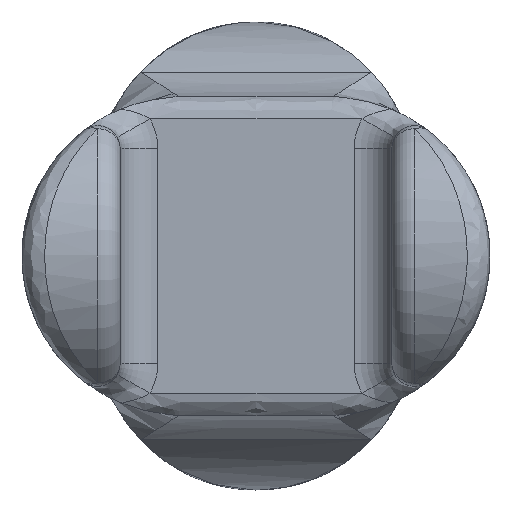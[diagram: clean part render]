
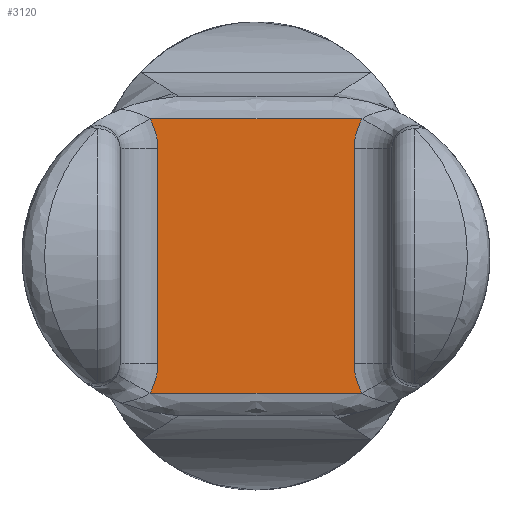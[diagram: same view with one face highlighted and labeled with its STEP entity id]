
A CAD part, front view. The second image highlights one B-rep face of the part: STEP entity #3120.
In plain terms, the highlighted planar face has unit normal (0, -1, 0).
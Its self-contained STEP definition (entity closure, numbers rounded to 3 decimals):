
#180=B_SPLINE_CURVE_WITH_KNOTS('',3,(#5710,#5711,#5712,#5713),
 .UNSPECIFIED.,.F.,.F.,(4,4),(-0.379,1.023),
 .UNSPECIFIED.);
#181=B_SPLINE_CURVE_WITH_KNOTS('',3,(#5715,#5716,#5717,#5718),
 .UNSPECIFIED.,.F.,.F.,(4,4),(1.023,2.425),
 .UNSPECIFIED.);
#184=B_SPLINE_CURVE_WITH_KNOTS('',3,(#5743,#5744,#5745,#5746),
 .UNSPECIFIED.,.F.,.F.,(4,4),(1.023,2.425),
 .UNSPECIFIED.);
#185=B_SPLINE_CURVE_WITH_KNOTS('',3,(#5748,#5749,#5750,#5751),
 .UNSPECIFIED.,.F.,.F.,(4,4),(-0.379,1.023),
 .UNSPECIFIED.);
#385=PLANE('',#3370);
#457=FACE_OUTER_BOUND('',#667,.T.);
#667=EDGE_LOOP('',(#2289,#2290,#2291,#2292,#2293,#2294,#2295,#2296,#2297,
#2298));
#885=LINE('',#5686,#1007);
#886=LINE('',#5755,#1008);
#1007=VECTOR('',#3799,10.);
#1008=VECTOR('',#3808,10.);
#1150=CIRCLE('',#3365,8.);
#1152=CIRCLE('',#3369,8.);
#1153=CIRCLE('',#3371,8.);
#1154=CIRCLE('',#3372,8.);
#1373=VERTEX_POINT('',#5623);
#1374=VERTEX_POINT('',#5672);
#1375=VERTEX_POINT('',#5680);
#1376=VERTEX_POINT('',#5684);
#1377=VERTEX_POINT('',#5709);
#1378=VERTEX_POINT('',#5714);
#1380=VERTEX_POINT('',#5742);
#1381=VERTEX_POINT('',#5747);
#1382=VERTEX_POINT('',#5752);
#1383=VERTEX_POINT('',#5754);
#1719=EDGE_CURVE('',#1375,#1373,#1150,.T.);
#1721=EDGE_CURVE('',#1376,#1375,#885,.T.);
#1722=EDGE_CURVE('',#1374,#1376,#1152,.T.);
#1723=EDGE_CURVE('',#1373,#1377,#180,.T.);
#1724=EDGE_CURVE('',#1377,#1378,#181,.T.);
#1727=EDGE_CURVE('',#1380,#1374,#184,.T.);
#1728=EDGE_CURVE('',#1381,#1380,#185,.T.);
#1729=EDGE_CURVE('',#1382,#1381,#1153,.T.);
#1730=EDGE_CURVE('',#1383,#1382,#886,.T.);
#1731=EDGE_CURVE('',#1378,#1383,#1154,.T.);
#2289=ORIENTED_EDGE('',*,*,#1723,.F.);
#2290=ORIENTED_EDGE('',*,*,#1719,.F.);
#2291=ORIENTED_EDGE('',*,*,#1721,.F.);
#2292=ORIENTED_EDGE('',*,*,#1722,.F.);
#2293=ORIENTED_EDGE('',*,*,#1727,.F.);
#2294=ORIENTED_EDGE('',*,*,#1728,.F.);
#2295=ORIENTED_EDGE('',*,*,#1729,.F.);
#2296=ORIENTED_EDGE('',*,*,#1730,.F.);
#2297=ORIENTED_EDGE('',*,*,#1731,.F.);
#2298=ORIENTED_EDGE('',*,*,#1724,.F.);
#3120=ADVANCED_FACE('',(#457),#385,.F.);
#3365=AXIS2_PLACEMENT_3D('',#5682,#3793,#3794);
#3369=AXIS2_PLACEMENT_3D('',#5688,#3802,#3803);
#3370=AXIS2_PLACEMENT_3D('',#5741,#3804,#3805);
#3371=AXIS2_PLACEMENT_3D('',#5753,#3806,#3807);
#3372=AXIS2_PLACEMENT_3D('',#5756,#3809,#3810);
#3793=DIRECTION('center_axis',(0.,-1.,0.));
#3794=DIRECTION('ref_axis',(-0.441,0.,-0.898));
#3799=DIRECTION('',(0.,0.,-1.));
#3802=DIRECTION('center_axis',(0.,-1.,0.));
#3803=DIRECTION('ref_axis',(-0.441,0.,0.898));
#3804=DIRECTION('center_axis',(0.,1.,0.));
#3805=DIRECTION('ref_axis',(0.,0.,1.));
#3806=DIRECTION('center_axis',(0.,-1.,0.));
#3807=DIRECTION('ref_axis',(0.441,0.,0.898));
#3808=DIRECTION('',(0.,0.,1.));
#3809=DIRECTION('center_axis',(0.,-1.,0.));
#3810=DIRECTION('ref_axis',(0.441,0.,-0.898));
#5623=CARTESIAN_POINT('',(14.024,30.,-18.164));
#5672=CARTESIAN_POINT('',(14.024,30.,18.164));
#5680=CARTESIAN_POINT('',(13.,30.,-14.248));
#5682=CARTESIAN_POINT('Origin',(21.,30.,-14.248));
#5684=CARTESIAN_POINT('',(13.,30.,14.248));
#5686=CARTESIAN_POINT('',(13.,30.,9.708));
#5688=CARTESIAN_POINT('Origin',(21.,30.,14.248));
#5709=CARTESIAN_POINT('',(0.,30.,-18.164));
#5710=CARTESIAN_POINT('Ctrl Pts',(14.024,30.,-18.164));
#5711=CARTESIAN_POINT('Ctrl Pts',(9.349,30.,-18.164));
#5712=CARTESIAN_POINT('Ctrl Pts',(4.675,30.,-18.164));
#5713=CARTESIAN_POINT('Ctrl Pts',(0.,30.,
-18.164));
#5714=CARTESIAN_POINT('',(-14.024,30.,-18.164));
#5715=CARTESIAN_POINT('Ctrl Pts',(0.,30.,
-18.164));
#5716=CARTESIAN_POINT('Ctrl Pts',(-4.675,30.,-18.164));
#5717=CARTESIAN_POINT('Ctrl Pts',(-9.349,30.,-18.164));
#5718=CARTESIAN_POINT('Ctrl Pts',(-14.024,30.,-18.164));
#5741=CARTESIAN_POINT('Origin',(0.,30.,
0.));
#5742=CARTESIAN_POINT('',(0.,30.,18.164));
#5743=CARTESIAN_POINT('Ctrl Pts',(0.,30.,
18.164));
#5744=CARTESIAN_POINT('Ctrl Pts',(4.675,30.,18.164));
#5745=CARTESIAN_POINT('Ctrl Pts',(9.349,30.,18.164));
#5746=CARTESIAN_POINT('Ctrl Pts',(14.024,30.,18.164));
#5747=CARTESIAN_POINT('',(-14.024,30.,18.164));
#5748=CARTESIAN_POINT('Ctrl Pts',(-14.024,30.,18.164));
#5749=CARTESIAN_POINT('Ctrl Pts',(-9.349,30.,18.164));
#5750=CARTESIAN_POINT('Ctrl Pts',(-4.675,30.,18.164));
#5751=CARTESIAN_POINT('Ctrl Pts',(0.,30.,
18.164));
#5752=CARTESIAN_POINT('',(-13.,30.,14.248));
#5753=CARTESIAN_POINT('Origin',(-21.,30.,14.248));
#5754=CARTESIAN_POINT('',(-13.,30.,-14.248));
#5755=CARTESIAN_POINT('',(-13.,30.,-9.708));
#5756=CARTESIAN_POINT('Origin',(-21.,30.,-14.248));
